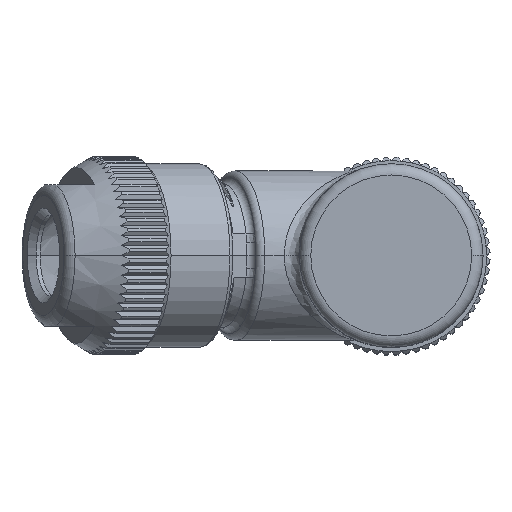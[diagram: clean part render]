
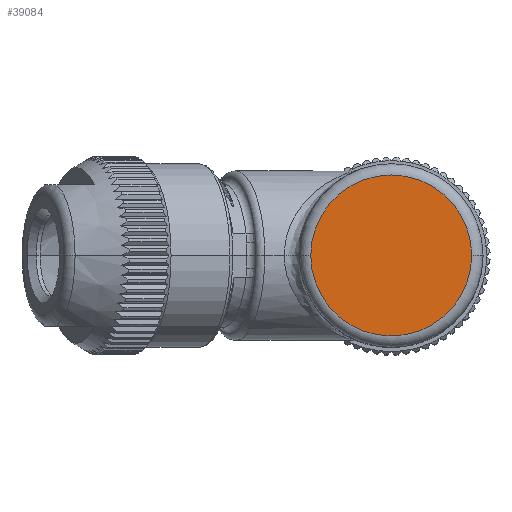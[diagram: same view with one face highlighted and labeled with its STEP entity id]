
A CAD part, top view. The second image highlights one B-rep face of the part: STEP entity #39084.
In plain terms, the highlighted planar face has unit normal (0, 0, 1).
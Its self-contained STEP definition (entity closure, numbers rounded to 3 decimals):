
#15633=CARTESIAN_POINT('',(0.,0.,47.7));
#15634=DIRECTION('',(0.,0.,-1.));
#15635=DIRECTION('',(1.,0.,0.));
#15636=AXIS2_PLACEMENT_3D('',#15633,#15634,#15635);
#15638=CARTESIAN_POINT('',(0.,0.,47.7));
#15639=DIRECTION('',(0.,0.,-1.));
#15640=DIRECTION('',(-1.,0.,0.));
#15641=AXIS2_PLACEMENT_3D('',#15638,#15639,#15640);
#19594=CARTESIAN_POINT('',(5.7,0.,47.7));
#19595=CARTESIAN_POINT('',(-5.7,0.,47.7));
#19596=VERTEX_POINT('',#19594);
#19597=VERTEX_POINT('',#19595);
#39075=CARTESIAN_POINT('',(0.,0.,47.7));
#39076=DIRECTION('',(0.,0.,1.));
#39077=DIRECTION('',(-1.,0.,0.));
#39078=AXIS2_PLACEMENT_3D('',#39075,#39076,#39077);
#39079=PLANE('',#39078);
#39080=ORIENTED_EDGE('',*,*,#29862,.T.);
#39081=ORIENTED_EDGE('',*,*,#29877,.T.);
#39082=EDGE_LOOP('',(#39080,#39081));
#39083=FACE_OUTER_BOUND('',#39082,.F.);
#39084=ADVANCED_FACE('',(#39083),#39079,.T.);
#15637=CIRCLE('',#15636,5.7);
#15642=CIRCLE('',#15641,5.7);
#29862=EDGE_CURVE('',#19596,#19597,#15637,.T.);
#29877=EDGE_CURVE('',#19597,#19596,#15642,.T.);
